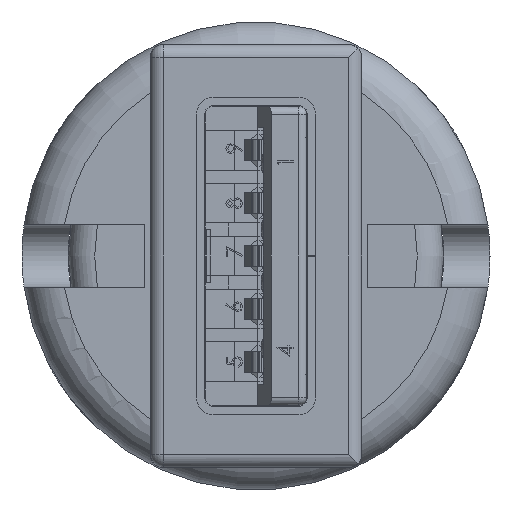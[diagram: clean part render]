
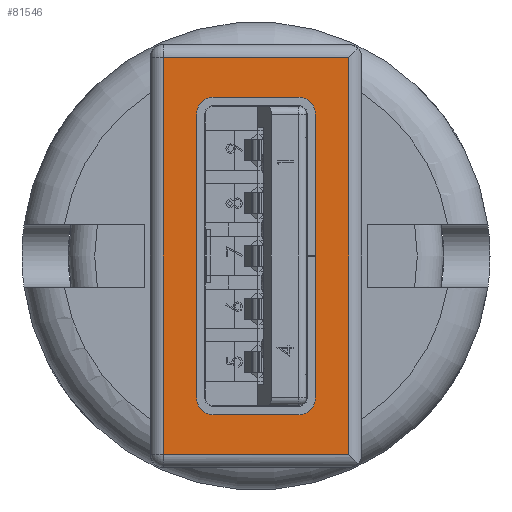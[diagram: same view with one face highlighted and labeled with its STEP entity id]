
A CAD part, left-side view. The second image highlights one B-rep face of the part: STEP entity #81546.
In plain terms, the highlighted face is planar.
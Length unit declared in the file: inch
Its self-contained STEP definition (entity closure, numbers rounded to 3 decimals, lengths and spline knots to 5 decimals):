
#2297 = LINE ( 'NONE', #8768, #87586 ) ;
#3204 = DIRECTION ( 'NONE',  ( 0., 0., -1. ) ) ;
#3560 = ORIENTED_EDGE ( 'NONE', *, *, #89314, .F. ) ;
#4175 = CARTESIAN_POINT ( 'NONE',  ( 0.29528, 0.1378, -0.47244 ) ) ;
#4540 = EDGE_CURVE ( 'NONE', #94979, #46624, #86384, .T. ) ;
#4783 = EDGE_CURVE ( 'NONE', #69186, #85624, #24314, .T. ) ;
#5408 = ORIENTED_EDGE ( 'NONE', *, *, #16606, .F. ) ;
#5481 = AXIS2_PLACEMENT_3D ( 'NONE', #9928, #67687, #18220 ) ;
#5619 = DIRECTION ( 'NONE',  ( 0., 0., 1. ) ) ;
#6296 = LINE ( 'NONE', #54838, #69570 ) ;
#7113 = CARTESIAN_POINT ( 'NONE',  ( -0.21102, -0.06339, -0.47244 ) ) ;
#7948 = ORIENTED_EDGE ( 'NONE', *, *, #41861, .F. ) ;
#8768 = CARTESIAN_POINT ( 'NONE',  ( -0.21102, -0.08858, -0.47244 ) ) ;
#9616 = FACE_OUTER_BOUND ( 'NONE', #57452, .T. ) ;
#9928 = CARTESIAN_POINT ( 'NONE',  ( -0.21102, 0.06339, -0.47244 ) ) ;
#10509 = AXIS2_PLACEMENT_3D ( 'NONE', #48375, #106264, #56726 ) ;
#12055 = CARTESIAN_POINT ( 'NONE',  ( 0.23622, 0.06339, -0.47244 ) ) ;
#12357 = DIRECTION ( 'NONE',  ( 0., -1., 0. ) ) ;
#14001 = CARTESIAN_POINT ( 'NONE',  ( 0.23622, -0.06339, -0.47244 ) ) ;
#14896 = ORIENTED_EDGE ( 'NONE', *, *, #58088, .T. ) ;
#15393 = DIRECTION ( 'NONE',  ( -1., 0., 0. ) ) ;
#16388 = CARTESIAN_POINT ( 'NONE',  ( -0.29528, -0.15748, -0.47244 ) ) ;
#16606 = EDGE_CURVE ( 'NONE', #69666, #23273, #33950, .T. ) ;
#16830 = ORIENTED_EDGE ( 'NONE', *, *, #75510, .T. ) ;
#18220 = DIRECTION ( 'NONE',  ( -1., 0., 0. ) ) ;
#19436 = CARTESIAN_POINT ( 'NONE',  ( 0.31496, 0.15748, -0.47244 ) ) ;
#20458 = VECTOR ( 'NONE', #90060, 39.37008 ) ;
#20554 = CARTESIAN_POINT ( 'NONE',  ( -0.21102, 0.08858, -0.47244 ) ) ;
#21421 = VERTEX_POINT ( 'NONE', #49102 ) ;
#21616 = CARTESIAN_POINT ( 'NONE',  ( -0.21102, 0.08858, -0.47244 ) ) ;
#23273 = VERTEX_POINT ( 'NONE', #21616 ) ;
#24314 = LINE ( 'NONE', #94638, #41067 ) ;
#25403 = DIRECTION ( 'NONE',  ( 1., 0., 0. ) ) ;
#25764 = LINE ( 'NONE', #43665, #89051 ) ;
#26352 = CARTESIAN_POINT ( 'NONE',  ( 0.29528, 0.15748, -0.47244 ) ) ;
#27507 = VERTEX_POINT ( 'NONE', #81307 ) ;
#28872 = DIRECTION ( 'NONE',  ( -1., 0., 0. ) ) ;
#31369 = VECTOR ( 'NONE', #28872, 39.37008 ) ;
#33373 = ORIENTED_EDGE ( 'NONE', *, *, #70234, .F. ) ;
#33950 = LINE ( 'NONE', #20554, #31369 ) ;
#34183 = FACE_BOUND ( 'NONE', #58842, .T. ) ;
#39326 = EDGE_CURVE ( 'NONE', #82505, #45766, #77815, .T. ) ;
#40757 = VERTEX_POINT ( 'NONE', #4175 ) ;
#41067 = VECTOR ( 'NONE', #12357, 39.37008 ) ;
#41861 = EDGE_CURVE ( 'NONE', #43164, #69666, #95171, .T. ) ;
#43136 = CIRCLE ( 'NONE', #92594, 0.0252 ) ;
#43164 = VERTEX_POINT ( 'NONE', #12055 ) ;
#43665 = CARTESIAN_POINT ( 'NONE',  ( 0.31496, -0.1378, -0.47244 ) ) ;
#45164 = CARTESIAN_POINT ( 'NONE',  ( -0.23622, -0.06339, -0.47244 ) ) ;
#45766 = VERTEX_POINT ( 'NONE', #14001 ) ;
#46509 = DIRECTION ( 'NONE',  ( -1., 0., 0. ) ) ;
#46624 = VERTEX_POINT ( 'NONE', #74812 ) ;
#48375 = CARTESIAN_POINT ( 'NONE',  ( 0.21102, 0.06339, -0.47244 ) ) ;
#49016 = ORIENTED_EDGE ( 'NONE', *, *, #39326, .F. ) ;
#49102 = CARTESIAN_POINT ( 'NONE',  ( 0.29528, -0.1378, -0.47244 ) ) ;
#52605 = PLANE ( 'NONE',  #58227 ) ;
#54687 = ORIENTED_EDGE ( 'NONE', *, *, #4783, .F. ) ;
#54838 = CARTESIAN_POINT ( 'NONE',  ( -0.31496, 0.1378, -0.47244 ) ) ;
#55003 = CARTESIAN_POINT ( 'NONE',  ( 0.21102, -0.06339, -0.47244 ) ) ;
#56007 = CIRCLE ( 'NONE', #5481, 0.0252 ) ;
#56726 = DIRECTION ( 'NONE',  ( -1., 0., 0. ) ) ;
#56918 = DIRECTION ( 'NONE',  ( 0., 1., 0. ) ) ;
#57452 = EDGE_LOOP ( 'NONE', ( #89071, #16830, #89508, #14896 ) ) ;
#58088 = EDGE_CURVE ( 'NONE', #40757, #94979, #6296, .T. ) ;
#58227 = AXIS2_PLACEMENT_3D ( 'NONE', #19436, #3204, #60930 ) ;
#58842 = EDGE_LOOP ( 'NONE', ( #5408, #7948, #3560, #49016, #83507, #99605, #54687, #33373 ) ) ;
#60930 = DIRECTION ( 'NONE',  ( -1., 0., 0. ) ) ;
#62918 = VECTOR ( 'NONE', #56918, 39.37008 ) ;
#63339 = DIRECTION ( 'NONE',  ( 1., 0., 0. ) ) ;
#64717 = CARTESIAN_POINT ( 'NONE',  ( 0.21102, -0.08858, -0.47244 ) ) ;
#64846 = DIRECTION ( 'NONE',  ( 0., 0., 1. ) ) ;
#67687 = DIRECTION ( 'NONE',  ( 0., 0., 1. ) ) ;
#68638 = DIRECTION ( 'NONE',  ( 1., 0., 0. ) ) ;
#69186 = VERTEX_POINT ( 'NONE', #92157 ) ;
#69570 = VECTOR ( 'NONE', #46509, 39.37008 ) ;
#69666 = VERTEX_POINT ( 'NONE', #83000 ) ;
#70062 = EDGE_CURVE ( 'NONE', #85624, #27507, #43136, .T. ) ;
#70234 = EDGE_CURVE ( 'NONE', #23273, #69186, #56007, .T. ) ;
#74617 = CARTESIAN_POINT ( 'NONE',  ( -0.29528, 0.1378, -0.47244 ) ) ;
#74812 = CARTESIAN_POINT ( 'NONE',  ( -0.29528, -0.1378, -0.47244 ) ) ;
#75510 = EDGE_CURVE ( 'NONE', #46624, #21421, #25764, .T. ) ;
#77815 = CIRCLE ( 'NONE', #82966, 0.0252 ) ;
#81307 = CARTESIAN_POINT ( 'NONE',  ( -0.21102, -0.08858, -0.47244 ) ) ;
#81546 = ADVANCED_FACE ( '?1', ( #34183, #9616 ), #52605, .F. ) ;
#82505 = VERTEX_POINT ( 'NONE', #64717 ) ;
#82753 = VECTOR ( 'NONE', #100735, 39.37008 ) ;
#82966 = AXIS2_PLACEMENT_3D ( 'NONE', #55003, #5619, #63339 ) ;
#83000 = CARTESIAN_POINT ( 'NONE',  ( 0.21102, 0.08858, -0.47244 ) ) ;
#83239 = EDGE_CURVE ( 'NONE', #21421, #40757, #104757, .T. ) ;
#83507 = ORIENTED_EDGE ( 'NONE', *, *, #88290, .F. ) ;
#85624 = VERTEX_POINT ( 'NONE', #45164 ) ;
#86384 = LINE ( 'NONE', #16388, #20458 ) ;
#87586 = VECTOR ( 'NONE', #25403, 39.37008 ) ;
#88290 = EDGE_CURVE ( 'NONE', #27507, #82505, #2297, .T. ) ;
#89051 = VECTOR ( 'NONE', #68638, 39.37008 ) ;
#89071 = ORIENTED_EDGE ( 'NONE', *, *, #4540, .T. ) ;
#89314 = EDGE_CURVE ( 'NONE', #45766, #43164, #104287, .T. ) ;
#89508 = ORIENTED_EDGE ( 'NONE', *, *, #83239, .T. ) ;
#90060 = DIRECTION ( 'NONE',  ( 0., -1., 0. ) ) ;
#92157 = CARTESIAN_POINT ( 'NONE',  ( -0.23622, 0.06339, -0.47244 ) ) ;
#92594 = AXIS2_PLACEMENT_3D ( 'NONE', #7113, #64846, #15393 ) ;
#94638 = CARTESIAN_POINT ( 'NONE',  ( -0.23622, -0.06339, -0.47244 ) ) ;
#94979 = VERTEX_POINT ( 'NONE', #74617 ) ;
#95171 = CIRCLE ( 'NONE', #10509, 0.0252 ) ;
#99605 = ORIENTED_EDGE ( 'NONE', *, *, #70062, .F. ) ;
#100735 = DIRECTION ( 'NONE',  ( 0., 1., 0. ) ) ;
#104287 = LINE ( 'NONE', #106478, #62918 ) ;
#104757 = LINE ( 'NONE', #26352, #82753 ) ;
#106264 = DIRECTION ( 'NONE',  ( 0., 0., 1. ) ) ;
#106478 = CARTESIAN_POINT ( 'NONE',  ( 0.23622, -0.06339, -0.47244 ) ) ;
